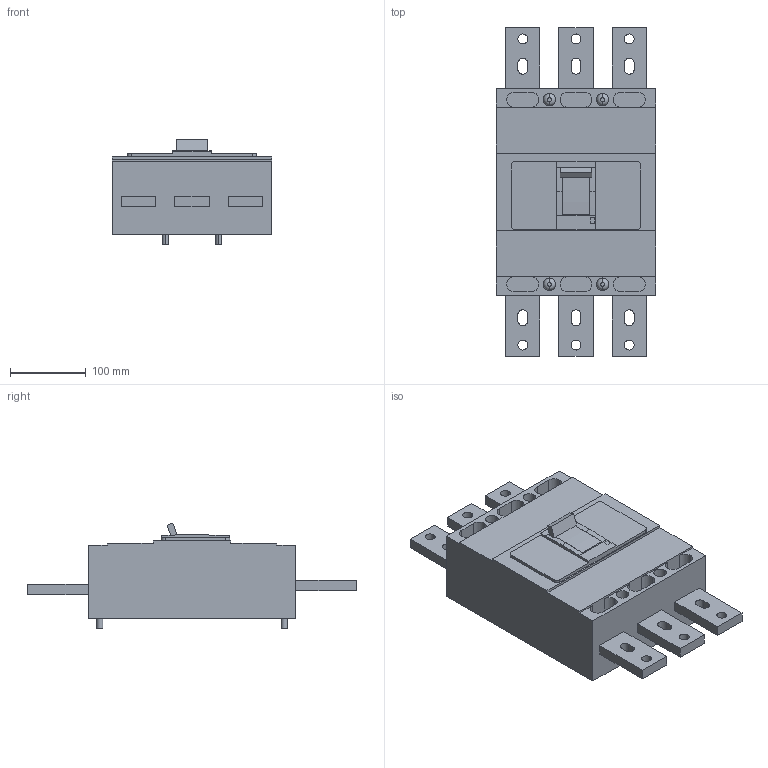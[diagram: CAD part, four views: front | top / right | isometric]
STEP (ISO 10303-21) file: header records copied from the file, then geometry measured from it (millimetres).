
FILE_DESCRIPTION(('CoCreate Modeling STEP Export'),'2;1');
FILE_NAME('Ｓ１０００ＣＥ３Ｆ.stp','2014-03-31T 8:09:03',(''),(''),'CoCreate Modeling STEP processor for AP214 (Solid Model)','CoCreate Modeling 17.0 01-Apr-2010 (C) Parametric Technology GmbH','');
FILE_SCHEMA(('AUTOMOTIVE_DESIGN { 1 0 10303 214 1 1 1 1 }'));
Length unit declared in the file: millimetre
Products named in the file (3): P1; P2.1; Ｓ１０００ＣＥ３Ｆ
Assembly tree (5 placements, depth 2):
  Ｓ１０００ＣＥ３Ｆ
    P2.1  x4
    P1
Bounding box: 210 x 433 x 139.18 mm (x, y, z)
Volume: 5678168.5 mm3; surface area: 353961.7 mm2
Topology: 5 solids, 5 shells, 244 faces, 628 edges, 416 vertices
Faces by surface type: plane 125, cylinder 103, torus 16
Entity records: 6723 total; most frequent: ORIENTED_EDGE 1160, CARTESIAN_POINT 995, DIRECTION 886, EDGE_CURVE 580, VERTEX_POINT 386, VECTOR 332, LINE 332, AXIS2_PLACEMENT_3D 277
